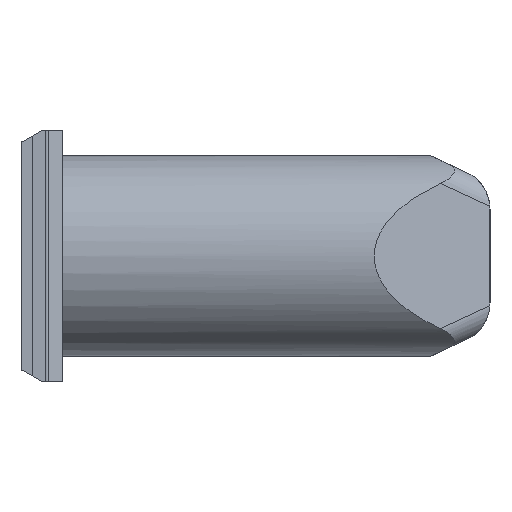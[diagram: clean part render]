
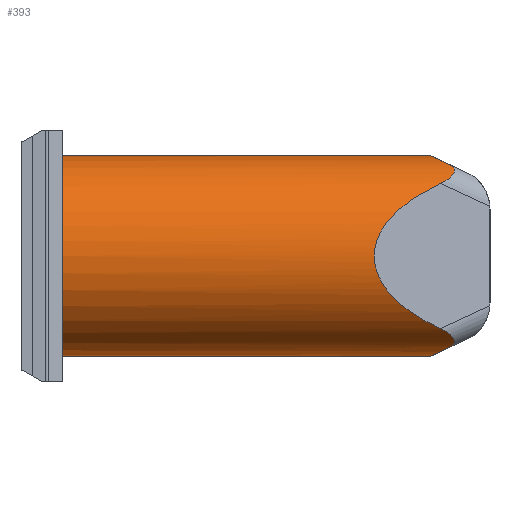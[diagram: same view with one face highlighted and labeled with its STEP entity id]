
A CAD part, left-side view. The second image highlights one B-rep face of the part: STEP entity #393.
In plain terms, the highlighted cylindrical face has radius 2 mm (diameter 4 mm), a full revolution.
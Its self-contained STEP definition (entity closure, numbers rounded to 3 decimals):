
#137=FACE_BOUND('',#946,.T.);
#138=FACE_BOUND('',#947,.T.);
#278=CYLINDRICAL_SURFACE('',#4747,2.);
#393=ADVANCED_FACE('',(#137,#138),#278,.T.);
#946=EDGE_LOOP('',(#1733));
#947=EDGE_LOOP('',(#1734,#1735,#1736,#1737,#1738,#1739,#1740,#1741,#1742,
#1743));
#1289=B_SPLINE_CURVE_WITH_KNOTS('',3,(#6488,#6489,#6490,#6491,#6492,#6493,
#6494,#6495,#6496,#6497,#6498),.UNSPECIFIED.,.F.,.F.,(4,1,1,1,1,1,1,1,4),
(0.,0.125,0.25,0.375,0.5,0.625,0.75,0.875,1.),.UNSPECIFIED.);
#1290=B_SPLINE_CURVE_WITH_KNOTS('',3,(#6501,#6502,#6503,#6504,#6505,#6506,
#6507,#6508,#6509,#6510,#6511),.UNSPECIFIED.,.F.,.F.,(4,1,1,1,1,1,1,1,4),
(0.,0.125,0.25,0.375,0.5,0.625,0.75,0.875,1.),.UNSPECIFIED.);
#1291=B_SPLINE_CURVE_WITH_KNOTS('',3,(#6513,#6514,#6515,#6516),.UNSPECIFIED.,
 .F.,.F.,(4,4),(0.,1.),.UNSPECIFIED.);
#1292=B_SPLINE_CURVE_WITH_KNOTS('',3,(#6518,#6519,#6520,#6521),.UNSPECIFIED.,
 .F.,.F.,(4,4),(0.,1.),.UNSPECIFIED.);
#1293=B_SPLINE_CURVE_WITH_KNOTS('',3,(#6523,#6524,#6525,#6526),.UNSPECIFIED.,
 .F.,.F.,(4,4),(0.,1.),.UNSPECIFIED.);
#1294=B_SPLINE_CURVE_WITH_KNOTS('',3,(#6528,#6529,#6530,#6531,#6532,#6533,
#6534,#6535,#6536,#6537,#6538),.UNSPECIFIED.,.F.,.F.,(4,1,1,1,1,1,1,1,4),
(0.,0.125,0.25,0.375,0.5,0.625,0.75,0.875,1.),.UNSPECIFIED.);
#1295=B_SPLINE_CURVE_WITH_KNOTS('',3,(#6540,#6541,#6542,#6543,#6544,#6545,
#6546,#6547,#6548,#6549,#6550),.UNSPECIFIED.,.F.,.F.,(4,1,1,1,1,1,1,1,4),
(0.,0.125,0.25,0.375,0.5,0.625,0.75,0.875,1.),.UNSPECIFIED.);
#1296=B_SPLINE_CURVE_WITH_KNOTS('',3,(#6552,#6553,#6554,#6555),.UNSPECIFIED.,
 .F.,.F.,(4,4),(0.,1.),.UNSPECIFIED.);
#1297=B_SPLINE_CURVE_WITH_KNOTS('',3,(#6557,#6558,#6559,#6560),.UNSPECIFIED.,
 .F.,.F.,(4,4),(0.,1.),.UNSPECIFIED.);
#1298=B_SPLINE_CURVE_WITH_KNOTS('',3,(#6562,#6563,#6564,#6565),.UNSPECIFIED.,
 .F.,.F.,(4,4),(0.,1.),.UNSPECIFIED.);
#1481=CIRCLE('',#4727,2.);
#1733=ORIENTED_EDGE('',*,*,#3444,.T.);
#1734=ORIENTED_EDGE('',*,*,#3493,.F.);
#1735=ORIENTED_EDGE('',*,*,#3494,.F.);
#1736=ORIENTED_EDGE('',*,*,#3495,.T.);
#1737=ORIENTED_EDGE('',*,*,#3496,.F.);
#1738=ORIENTED_EDGE('',*,*,#3497,.T.);
#1739=ORIENTED_EDGE('',*,*,#3498,.F.);
#1740=ORIENTED_EDGE('',*,*,#3499,.F.);
#1741=ORIENTED_EDGE('',*,*,#3500,.T.);
#1742=ORIENTED_EDGE('',*,*,#3501,.F.);
#1743=ORIENTED_EDGE('',*,*,#3502,.T.);
#2968=VERTEX_POINT('',#6331);
#3007=VERTEX_POINT('',#6499);
#3008=VERTEX_POINT('',#6500);
#3009=VERTEX_POINT('',#6512);
#3010=VERTEX_POINT('',#6517);
#3011=VERTEX_POINT('',#6522);
#3012=VERTEX_POINT('',#6527);
#3013=VERTEX_POINT('',#6539);
#3014=VERTEX_POINT('',#6551);
#3015=VERTEX_POINT('',#6556);
#3016=VERTEX_POINT('',#6561);
#3444=EDGE_CURVE('',#2968,#2968,#1481,.T.);
#3493=EDGE_CURVE('',#3007,#3008,#1289,.T.);
#3494=EDGE_CURVE('',#3009,#3007,#1290,.T.);
#3495=EDGE_CURVE('',#3009,#3010,#1291,.T.);
#3496=EDGE_CURVE('',#3011,#3010,#1292,.T.);
#3497=EDGE_CURVE('',#3011,#3012,#1293,.T.);
#3498=EDGE_CURVE('',#3013,#3012,#1294,.T.);
#3499=EDGE_CURVE('',#3014,#3013,#1295,.T.);
#3500=EDGE_CURVE('',#3014,#3015,#1296,.T.);
#3501=EDGE_CURVE('',#3016,#3015,#1297,.T.);
#3502=EDGE_CURVE('',#3016,#3008,#1298,.T.);
#4727=AXIS2_PLACEMENT_3D('',#6330,#5149,#5150);
#4747=AXIS2_PLACEMENT_3D('',#6566,#5208,#5209);
#5149=DIRECTION('',(0.,-1.,0.));
#5150=DIRECTION('',(-0.485,0.,0.874));
#5208=DIRECTION('',(0.,-1.,0.));
#5209=DIRECTION('',(-1.,0.,0.));
#6330=CARTESIAN_POINT('',(-18.8,0.,22.5));
#6331=CARTESIAN_POINT('',(-19.771,0.,24.249));
#6488=CARTESIAN_POINT('',(-16.8,-6.2,22.5));
#6489=CARTESIAN_POINT('',(-16.8,-6.2,22.564));
#6490=CARTESIAN_POINT('',(-16.806,-6.213,22.692));
#6491=CARTESIAN_POINT('',(-16.835,-6.275,22.891));
#6492=CARTESIAN_POINT('',(-16.885,-6.383,23.09));
#6493=CARTESIAN_POINT('',(-16.956,-6.534,23.283));
#6494=CARTESIAN_POINT('',(-17.045,-6.725,23.466));
#6495=CARTESIAN_POINT('',(-17.151,-6.953,23.638));
#6496=CARTESIAN_POINT('',(-17.274,-7.217,23.798));
#6497=CARTESIAN_POINT('',(-17.367,-7.416,23.897));
#6498=CARTESIAN_POINT('',(-17.416,-7.521,23.944));
#6499=CARTESIAN_POINT('',(-16.8,-6.2,22.5));
#6500=CARTESIAN_POINT('',(-17.416,-7.521,23.944));
#6501=CARTESIAN_POINT('',(-17.416,-7.521,21.056));
#6502=CARTESIAN_POINT('',(-17.367,-7.416,21.103));
#6503=CARTESIAN_POINT('',(-17.275,-7.218,21.201));
#6504=CARTESIAN_POINT('',(-17.152,-6.955,21.361));
#6505=CARTESIAN_POINT('',(-17.046,-6.727,21.533));
#6506=CARTESIAN_POINT('',(-16.956,-6.535,21.716));
#6507=CARTESIAN_POINT('',(-16.886,-6.384,21.909));
#6508=CARTESIAN_POINT('',(-16.835,-6.276,22.107));
#6509=CARTESIAN_POINT('',(-16.806,-6.213,22.307));
#6510=CARTESIAN_POINT('',(-16.8,-6.2,22.436));
#6511=CARTESIAN_POINT('',(-16.8,-6.2,22.5));
#6512=CARTESIAN_POINT('',(-17.416,-7.521,21.056));
#6513=CARTESIAN_POINT('',(-17.416,-7.521,21.056));
#6514=CARTESIAN_POINT('',(-17.545,-7.798,20.932));
#6515=CARTESIAN_POINT('',(-17.784,-7.872,20.767));
#6516=CARTESIAN_POINT('',(-17.954,-7.703,20.688));
#6517=CARTESIAN_POINT('',(-17.954,-7.703,20.688));
#6518=CARTESIAN_POINT('',(-19.646,-7.703,20.688));
#6519=CARTESIAN_POINT('',(-19.108,-7.164,20.437));
#6520=CARTESIAN_POINT('',(-18.493,-7.163,20.436));
#6521=CARTESIAN_POINT('',(-17.954,-7.703,20.688));
#6522=CARTESIAN_POINT('',(-19.646,-7.703,20.688));
#6523=CARTESIAN_POINT('',(-19.646,-7.703,20.688));
#6524=CARTESIAN_POINT('',(-19.816,-7.872,20.767));
#6525=CARTESIAN_POINT('',(-20.055,-7.799,20.932));
#6526=CARTESIAN_POINT('',(-20.184,-7.521,21.056));
#6527=CARTESIAN_POINT('',(-20.184,-7.521,21.056));
#6528=CARTESIAN_POINT('',(-20.8,-6.2,22.5));
#6529=CARTESIAN_POINT('',(-20.8,-6.2,22.436));
#6530=CARTESIAN_POINT('',(-20.794,-6.213,22.308));
#6531=CARTESIAN_POINT('',(-20.765,-6.275,22.109));
#6532=CARTESIAN_POINT('',(-20.715,-6.383,21.91));
#6533=CARTESIAN_POINT('',(-20.644,-6.534,21.717));
#6534=CARTESIAN_POINT('',(-20.555,-6.725,21.534));
#6535=CARTESIAN_POINT('',(-20.449,-6.953,21.362));
#6536=CARTESIAN_POINT('',(-20.326,-7.217,21.202));
#6537=CARTESIAN_POINT('',(-20.233,-7.416,21.103));
#6538=CARTESIAN_POINT('',(-20.184,-7.521,21.056));
#6539=CARTESIAN_POINT('',(-20.8,-6.2,22.5));
#6540=CARTESIAN_POINT('',(-20.184,-7.521,23.944));
#6541=CARTESIAN_POINT('',(-20.233,-7.416,23.897));
#6542=CARTESIAN_POINT('',(-20.325,-7.218,23.799));
#6543=CARTESIAN_POINT('',(-20.448,-6.955,23.639));
#6544=CARTESIAN_POINT('',(-20.554,-6.727,23.467));
#6545=CARTESIAN_POINT('',(-20.644,-6.535,23.284));
#6546=CARTESIAN_POINT('',(-20.714,-6.384,23.091));
#6547=CARTESIAN_POINT('',(-20.765,-6.276,22.893));
#6548=CARTESIAN_POINT('',(-20.794,-6.213,22.693));
#6549=CARTESIAN_POINT('',(-20.8,-6.2,22.564));
#6550=CARTESIAN_POINT('',(-20.8,-6.2,22.5));
#6551=CARTESIAN_POINT('',(-20.184,-7.521,23.944));
#6552=CARTESIAN_POINT('',(-20.184,-7.521,23.944));
#6553=CARTESIAN_POINT('',(-20.055,-7.798,24.068));
#6554=CARTESIAN_POINT('',(-19.816,-7.872,24.233));
#6555=CARTESIAN_POINT('',(-19.646,-7.703,24.312));
#6556=CARTESIAN_POINT('',(-19.646,-7.703,24.312));
#6557=CARTESIAN_POINT('',(-17.954,-7.703,24.312));
#6558=CARTESIAN_POINT('',(-18.492,-7.164,24.563));
#6559=CARTESIAN_POINT('',(-19.107,-7.163,24.564));
#6560=CARTESIAN_POINT('',(-19.646,-7.703,24.312));
#6561=CARTESIAN_POINT('',(-17.954,-7.703,24.312));
#6562=CARTESIAN_POINT('',(-17.954,-7.703,24.312));
#6563=CARTESIAN_POINT('',(-17.784,-7.872,24.233));
#6564=CARTESIAN_POINT('',(-17.545,-7.799,24.068));
#6565=CARTESIAN_POINT('',(-17.416,-7.521,23.944));
#6566=CARTESIAN_POINT('',(-18.8,0.425,22.5));
